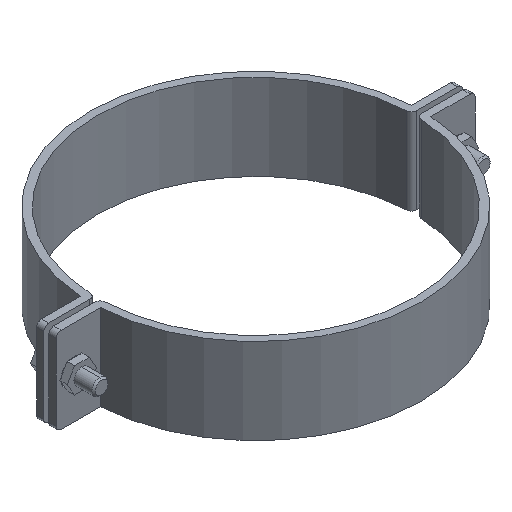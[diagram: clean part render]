
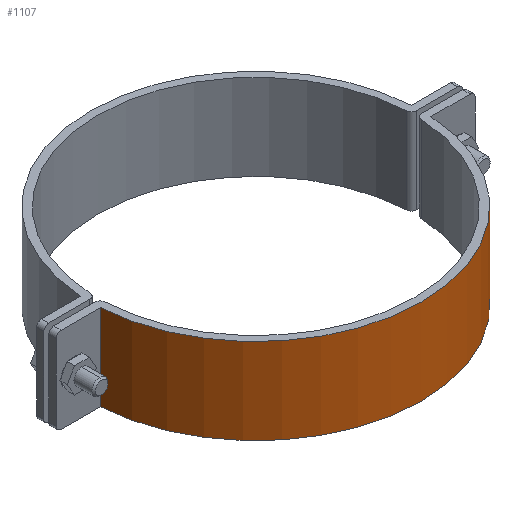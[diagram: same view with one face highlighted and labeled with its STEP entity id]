
A CAD part, isometric view. The second image highlights one B-rep face of the part: STEP entity #1107.
In plain terms, the highlighted cylindrical face has radius 67.5 mm (diameter 135 mm), a partial arc.
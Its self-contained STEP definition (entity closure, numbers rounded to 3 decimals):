
#169 = VECTOR ( 'NONE', #687, 1000. ) ;
#176 = CARTESIAN_POINT ( 'NONE',  ( 67.381, -4., 17.5 ) ) ;
#228 = CIRCLE ( 'NONE', #1056, 67.5 ) ;
#405 = DIRECTION ( 'NONE',  ( 1., 0., 0. ) ) ;
#433 = EDGE_CURVE ( 'NONE', #460, #457, #2037, .T. ) ;
#457 = VERTEX_POINT ( 'NONE', #2427 ) ;
#460 = VERTEX_POINT ( 'NONE', #176 ) ;
#467 = DIRECTION ( 'NONE',  ( 0., 0., 1. ) ) ;
#483 = AXIS2_PLACEMENT_3D ( 'NONE', #1244, #1270, #1228 ) ;
#636 = EDGE_CURVE ( 'NONE', #2644, #460, #228, .T. ) ;
#666 = ORIENTED_EDGE ( 'NONE', *, *, #1320, .T. ) ;
#687 = DIRECTION ( 'NONE',  ( 0., 0., -1. ) ) ;
#707 = CARTESIAN_POINT ( 'NONE',  ( -67.381, -4., -17.5 ) ) ;
#810 = CARTESIAN_POINT ( 'NONE',  ( 67.381, -4., 17.5 ) ) ;
#860 = CARTESIAN_POINT ( 'NONE',  ( -67.381, -4., 17.5 ) ) ;
#903 = AXIS2_PLACEMENT_3D ( 'NONE', #1714, #467, #1737 ) ;
#1032 = DIRECTION ( 'NONE',  ( 0., 0., 1. ) ) ;
#1055 = LINE ( 'NONE', #860, #169 ) ;
#1056 = AXIS2_PLACEMENT_3D ( 'NONE', #2505, #1032, #405 ) ;
#1107 = ADVANCED_FACE ( 'NONE', ( #2267 ), #2660, .T. ) ;
#1228 = DIRECTION ( 'NONE',  ( -1., 0., 0. ) ) ;
#1238 = EDGE_CURVE ( 'NONE', #2644, #1996, #1055, .T. ) ;
#1244 = CARTESIAN_POINT ( 'NONE',  ( 0., 0., 17.5 ) ) ;
#1270 = DIRECTION ( 'NONE',  ( 0., 0., -1. ) ) ;
#1320 = EDGE_CURVE ( 'NONE', #1996, #457, #2152, .T. ) ;
#1433 = ORIENTED_EDGE ( 'NONE', *, *, #636, .F. ) ;
#1540 = ORIENTED_EDGE ( 'NONE', *, *, #1238, .T. ) ;
#1714 = CARTESIAN_POINT ( 'NONE',  ( 0., 0., -17.5 ) ) ;
#1737 = DIRECTION ( 'NONE',  ( 1., 0., 0. ) ) ;
#1994 = CARTESIAN_POINT ( 'NONE',  ( -67.381, -4., 17.5 ) ) ;
#1996 = VERTEX_POINT ( 'NONE', #707 ) ;
#2037 = LINE ( 'NONE', #810, #2617 ) ;
#2152 = CIRCLE ( 'NONE', #903, 67.5 ) ;
#2194 = EDGE_LOOP ( 'NONE', ( #666, #2641, #1433, #1540 ) ) ;
#2267 = FACE_OUTER_BOUND ( 'NONE', #2194, .T. ) ;
#2401 = DIRECTION ( 'NONE',  ( 0., 0., -1. ) ) ;
#2427 = CARTESIAN_POINT ( 'NONE',  ( 67.381, -4., -17.5 ) ) ;
#2505 = CARTESIAN_POINT ( 'NONE',  ( 0., 0., 17.5 ) ) ;
#2617 = VECTOR ( 'NONE', #2401, 1000. ) ;
#2641 = ORIENTED_EDGE ( 'NONE', *, *, #433, .F. ) ;
#2644 = VERTEX_POINT ( 'NONE', #1994 ) ;
#2660 = CYLINDRICAL_SURFACE ( 'NONE', #483, 67.5 ) ;
